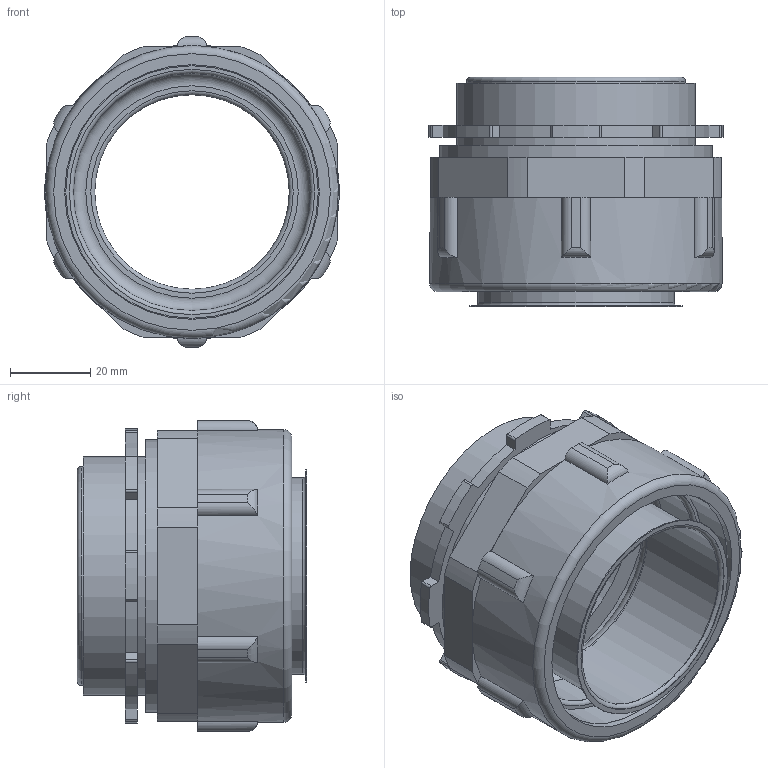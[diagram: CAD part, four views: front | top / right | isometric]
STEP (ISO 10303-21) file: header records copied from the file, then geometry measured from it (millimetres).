
FILE_DESCRIPTION(('STEP AP203'), '1');
FILE_NAME('Ìóôòà ââîäíàÿ äëÿ ìåòàëëîðóêàâà ÂÌ-50 ãàéêà ïîä ãàçîâûé êëþ÷', '', ('UNSPECIFIED'), ('UNSPECIFIED'), 'ASCON STEP Converter 1.6', 'ASCON Math Kernel', '');
FILE_SCHEMA(('CONFIG_CONTROL_DESIGN'));
Length unit declared in the file: millimetre
Products named in the file (1): -07
Bounding box: 73.4 x 57.25 x 77.5 mm (x, y, z)
Volume: 75323.2 mm3; surface area: 67753.6 mm2
Topology: 7 solids, 7 shells, 140 faces, 363 edges, 244 vertices
Faces by surface type: cylinder 79, plane 45, torus 14, cone 2
Full cylindrical faces by diameter (mm): 48.5 x1, 49 x2, 51 x1, 52 x1, 53 x1, 54.5 x1, 57 x1, 58 x1, 59.2 x1, 59.614 x1, 59.7 x1, 62.5 x1, 63 x2, 63.5 x1, 65.835 x1, 67.5 x1, 68 x2, 73 x1
Entity records: 5616 total; most frequent: CARTESIAN_POINT 909, DIRECTION 786, ORIENTED_EDGE 664, EDGE_CURVE 332, AXIS2_PLACEMENT_3D 325, VERTEX_POINT 244, EDGE_LOOP 192, CIRCLE 184
